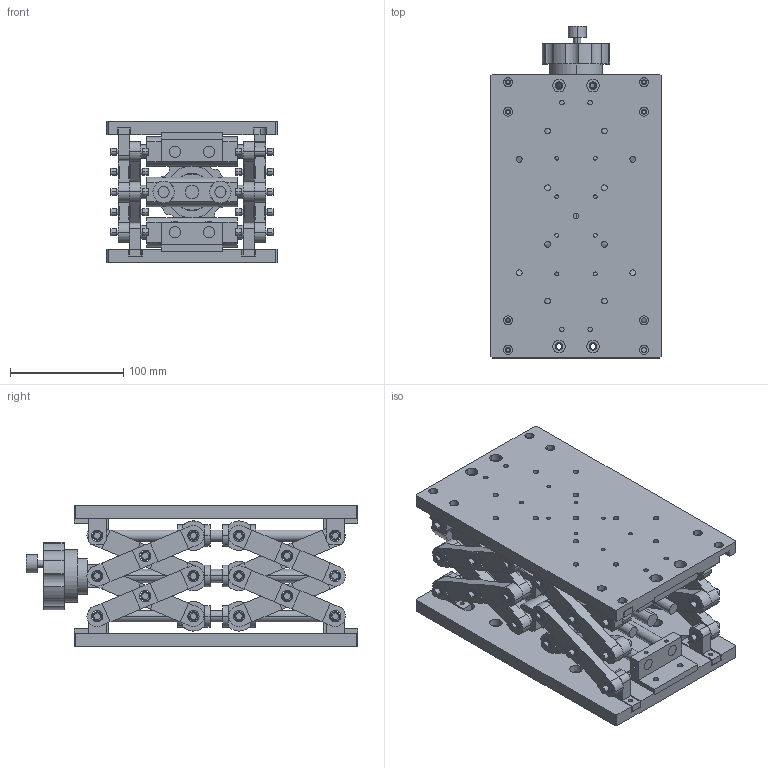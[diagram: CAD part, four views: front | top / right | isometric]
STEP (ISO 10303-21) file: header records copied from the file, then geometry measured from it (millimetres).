
FILE_DESCRIPTION (( 'STEP AP203' ), '1' );
FILE_NAME ('518361.STEP', '2025-07-09T05:58:32', ( '' ), ( '' ), 'SwSTEP 2.0', 'SolidWorks 2020', '' );
FILE_SCHEMA (( 'CONFIG_CONTROL_DESIGN' ));
Length unit declared in the file: millimetre
Products named in the file (1): 518361
Bounding box: 150 x 292.7 x 125.06 mm (x, y, z)
Volume: 1663978.8 mm3; surface area: 536422.4 mm2
Topology: 81 solids, 81 shells, 1946 faces, 4848 edges, 3204 vertices
Faces by surface type: cylinder 1070, plane 848, cone 26, torus 2
Entity records: 63169 total; most frequent: CARTESIAN_POINT 14199, DIRECTION 10578, ORIENTED_EDGE 9680, EDGE_CURVE 4840, AXIS2_PLACEMENT_3D 4015, VERTEX_POINT 3204, EDGE_LOOP 2566, VECTOR 2548
